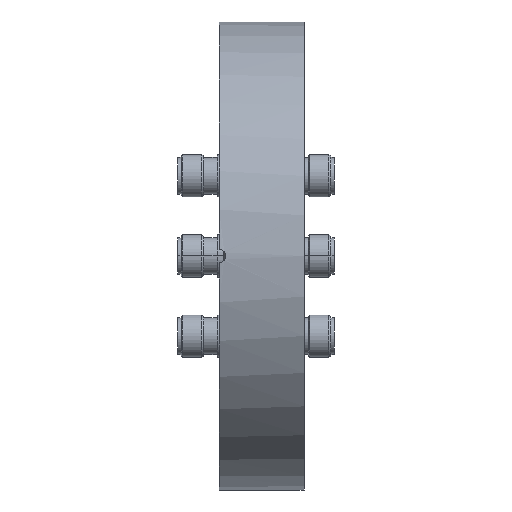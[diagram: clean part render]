
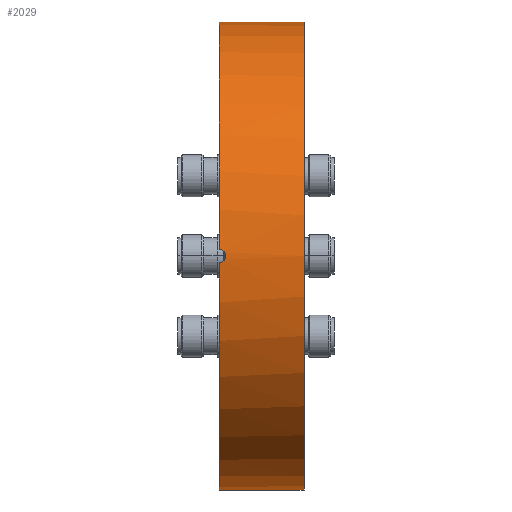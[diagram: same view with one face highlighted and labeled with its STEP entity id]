
A CAD part, left-side view. The second image highlights one B-rep face of the part: STEP entity #2029.
In plain terms, the highlighted cylindrical face has radius 35 mm (diameter 70 mm), a partial arc.
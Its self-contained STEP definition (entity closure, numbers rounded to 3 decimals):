
#37 = DIRECTION ( 'NONE',  ( 0., 1., 0. ) ) ;
#50 = VERTEX_POINT ( 'NONE', #2293 ) ;
#90 = CARTESIAN_POINT ( 'NONE',  ( -34.986, -0.132, 1. ) ) ;
#148 = EDGE_CURVE ( 'NONE', #1190, #952, #2755, .T. ) ;
#158 = AXIS2_PLACEMENT_3D ( 'NONE', #2609, #764, #1488 ) ;
#170 = EDGE_CURVE ( 'NONE', #1313, #403, #2382, .T. ) ;
#281 = VERTEX_POINT ( 'NONE', #1105 ) ;
#333 = CARTESIAN_POINT ( 'NONE',  ( -34.986, -0.262, 0.974 ) ) ;
#395 = CARTESIAN_POINT ( 'NONE',  ( -34.995, -0.801, -0.613 ) ) ;
#396 = FACE_OUTER_BOUND ( 'NONE', #2784, .T. ) ;
#403 = VERTEX_POINT ( 'NONE', #2300 ) ;
#465 = CARTESIAN_POINT ( 'NONE',  ( 0., -12.7, -35. ) ) ;
#467 = CARTESIAN_POINT ( 'NONE',  ( -34.997, -0.874, 0.503 ) ) ;
#494 = CARTESIAN_POINT ( 'NONE',  ( -34.989, -0.521, -0.893 ) ) ;
#520 = DIRECTION ( 'NONE',  ( 0., 1., 0. ) ) ;
#652 = CARTESIAN_POINT ( 'NONE',  ( -34.986, 0., 1. ) ) ;
#673 = CARTESIAN_POINT ( 'NONE',  ( -34.986, -0.264, -1. ) ) ;
#764 = DIRECTION ( 'NONE',  ( 0., 1., 0. ) ) ;
#952 = VERTEX_POINT ( 'NONE', #1729 ) ;
#1009 = CARTESIAN_POINT ( 'NONE',  ( 0., -12.7, -35. ) ) ;
#1105 = CARTESIAN_POINT ( 'NONE',  ( 0., 0., -35. ) ) ;
#1139 = CARTESIAN_POINT ( 'NONE',  ( -34.999, -0.974, 0.263 ) ) ;
#1160 = AXIS2_PLACEMENT_3D ( 'NONE', #2727, #1272, #1838 ) ;
#1166 = DIRECTION ( 'NONE',  ( 0., 1., 0. ) ) ;
#1170 = CARTESIAN_POINT ( 'NONE',  ( -34.997, -0.874, -0.503 ) ) ;
#1176 = EDGE_CURVE ( 'NONE', #281, #403, #1184, .T. ) ;
#1178 = VECTOR ( 'NONE', #2158, 1000. ) ;
#1184 = CIRCLE ( 'NONE', #2254, 35. ) ;
#1190 = VERTEX_POINT ( 'NONE', #1009 ) ;
#1272 = DIRECTION ( 'NONE',  ( 0., 1., 0. ) ) ;
#1313 = VERTEX_POINT ( 'NONE', #652 ) ;
#1346 = CARTESIAN_POINT ( 'NONE',  ( 0., -12.7, 0. ) ) ;
#1385 = CIRCLE ( 'NONE', #1160, 35. ) ;
#1425 = EDGE_CURVE ( 'NONE', #1313, #50, #1385, .T. ) ;
#1434 = CARTESIAN_POINT ( 'NONE',  ( -35., -1., -0.13 ) ) ;
#1488 = DIRECTION ( 'NONE',  ( 0., 0., 1. ) ) ;
#1492 = LINE ( 'NONE', #465, #1178 ) ;
#1544 = CARTESIAN_POINT ( 'NONE',  ( -34.999, -0.974, -0.261 ) ) ;
#1560 = CARTESIAN_POINT ( 'NONE',  ( -34.995, -0.799, 0.615 ) ) ;
#1625 = DIRECTION ( 'NONE',  ( 0., 0., 1. ) ) ;
#1654 = DIRECTION ( 'NONE',  ( 0., 0., 1. ) ) ;
#1698 = ORIENTED_EDGE ( 'NONE', *, *, #1176, .F. ) ;
#1729 = CARTESIAN_POINT ( 'NONE',  ( 0., -12.7, 35. ) ) ;
#1780 = ORIENTED_EDGE ( 'NONE', *, *, #2344, .T. ) ;
#1810 = CARTESIAN_POINT ( 'NONE',  ( -34.991, -0.615, 0.799 ) ) ;
#1814 = ORIENTED_EDGE ( 'NONE', *, *, #2652, .F. ) ;
#1838 = DIRECTION ( 'NONE',  ( 0., 0., 1. ) ) ;
#1860 = VECTOR ( 'NONE', #37, 1000. ) ;
#1989 = LINE ( 'NONE', #2230, #1860 ) ;
#2006 = ORIENTED_EDGE ( 'NONE', *, *, #148, .T. ) ;
#2010 = CARTESIAN_POINT ( 'NONE',  ( -35., -1., 0.131 ) ) ;
#2029 = ADVANCED_FACE ( 'NONE', ( #396 ), #2566, .T. ) ;
#2114 = CARTESIAN_POINT ( 'NONE',  ( -34.986, 0., -1. ) ) ;
#2158 = DIRECTION ( 'NONE',  ( 0., 1., 0. ) ) ;
#2173 = ORIENTED_EDGE ( 'NONE', *, *, #1425, .F. ) ;
#2199 = CARTESIAN_POINT ( 'NONE',  ( -34.986, 0., 1. ) ) ;
#2230 = CARTESIAN_POINT ( 'NONE',  ( 0., -12.7, 35. ) ) ;
#2254 = AXIS2_PLACEMENT_3D ( 'NONE', #2349, #1166, #1625 ) ;
#2293 = CARTESIAN_POINT ( 'NONE',  ( 0., 0., 35. ) ) ;
#2300 = CARTESIAN_POINT ( 'NONE',  ( -34.986, 0., -1. ) ) ;
#2305 = ORIENTED_EDGE ( 'NONE', *, *, #170, .T. ) ;
#2344 = EDGE_CURVE ( 'NONE', #952, #50, #1989, .T. ) ;
#2349 = CARTESIAN_POINT ( 'NONE',  ( 0., 0., 0. ) ) ;
#2382 = B_SPLINE_CURVE_WITH_KNOTS ( 'NONE', 3,
 ( #2199, #90, #333, #2572, #1810, #1560, #467, #1139, #2010, #1434, #1544, #1170, #395, #494, #673, #2114 ),
 .UNSPECIFIED., .F., .F.,
 ( 4, 2, 2, 2, 2, 2, 2, 4 ),
 ( 0., 0., 0.001, 0.001, 0.002, 0.002, 0.002, 0.003 ),
 .UNSPECIFIED. ) ;
#2464 = AXIS2_PLACEMENT_3D ( 'NONE', #1346, #520, #1654 ) ;
#2566 = CYLINDRICAL_SURFACE ( 'NONE', #158, 35. ) ;
#2572 = CARTESIAN_POINT ( 'NONE',  ( -34.989, -0.504, 0.874 ) ) ;
#2609 = CARTESIAN_POINT ( 'NONE',  ( 0., -12.7, 0. ) ) ;
#2652 = EDGE_CURVE ( 'NONE', #1190, #281, #1492, .T. ) ;
#2727 = CARTESIAN_POINT ( 'NONE',  ( 0., 0., 0. ) ) ;
#2755 = CIRCLE ( 'NONE', #2464, 35. ) ;
#2784 = EDGE_LOOP ( 'NONE', ( #1814, #2006, #1780, #2173, #2305, #1698 ) ) ;
